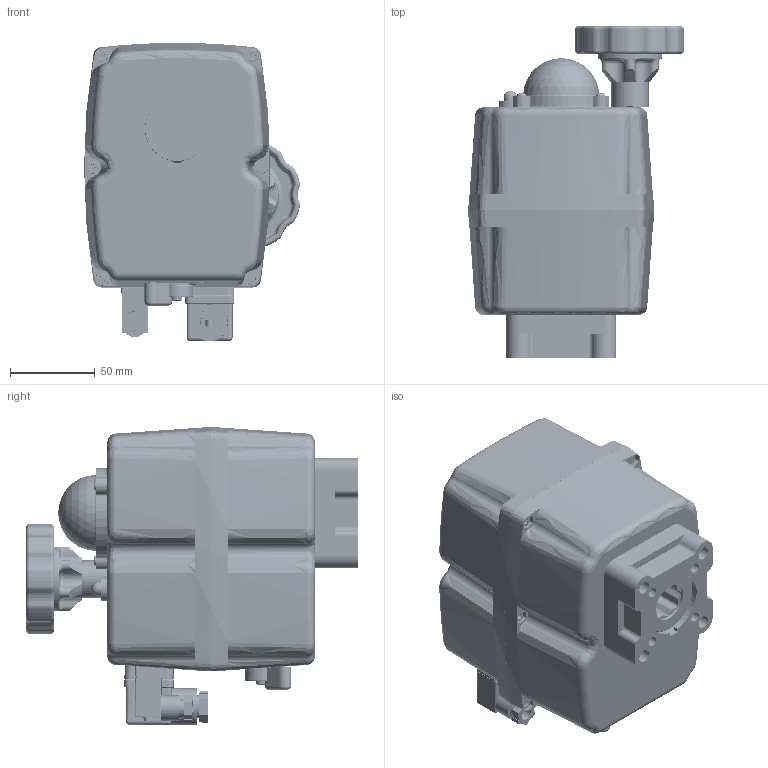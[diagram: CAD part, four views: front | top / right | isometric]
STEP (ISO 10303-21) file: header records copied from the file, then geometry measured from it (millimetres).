
FILE_DESCRIPTION (( 'STEP AP214' ), '1' );
FILE_NAME ('J+J_J3C_85 17101.STEP', '2017-10-24T06:43:41', ( '' ), ( '' ), 'SwSTEP 2.0', 'SolidWorks 2016', '' );
FILE_SCHEMA (( 'AUTOMOTIVE_DESIGN' ));
Length unit declared in the file: millimetre
Products named in the file (1): J+J_J3C_85 17101
Bounding box: 127.5 x 196 x 176.14 mm (x, y, z)
Volume: 509329.1 mm3; surface area: 264764.3 mm2
Topology: 51 solids, 55 shells, 4703 faces, 11465 edges, 6936 vertices
Faces by surface type: cylinder 1489, plane 1102, cone 1081, torus 680, bspline 235, sphere 116
Entity records: 230015 total; most frequent: CARTESIAN_POINT 67045, DIRECTION 24781, ORIENTED_EDGE 22678, EDGE_CURVE 11339, AXIS2_PLACEMENT_3D 10031, VERTEX_POINT 6928, CIRCLE 5562, EDGE_LOOP 5015
